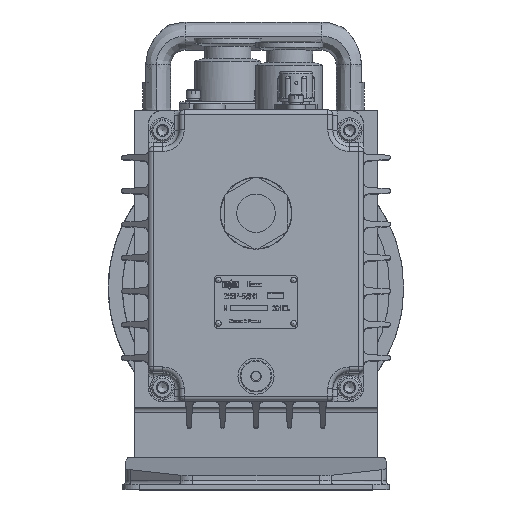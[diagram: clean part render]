
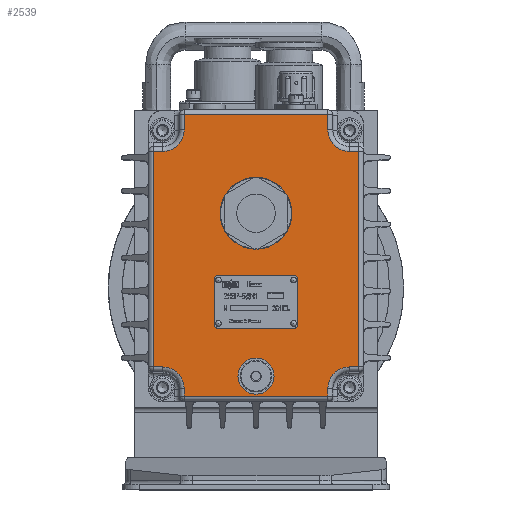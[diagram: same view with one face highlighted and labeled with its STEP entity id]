
A CAD part, top view. The second image highlights one B-rep face of the part: STEP entity #2539.
In plain terms, the highlighted planar face has unit normal (0, 0, 1).
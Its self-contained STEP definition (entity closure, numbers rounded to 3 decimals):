
#2539=ADVANCED_FACE('',(#22619,#22621,#22623,#22625),#22627,.F.);
#22619=FACE_BOUND('',#22620,.T.);
#22620=EDGE_LOOP('',(#38857,#38858,#38859,#38860,#38861,#38862,#38863,#38864,#38865,
#38866,#38867,#38868,#38869,#38870,#38871,#38872));
#22621=FACE_BOUND('',#22622,.T.);
#22622=EDGE_LOOP('',(#38873));
#22623=FACE_BOUND('',#22624,.T.);
#22624=EDGE_LOOP('',(#38874));
#22625=FACE_BOUND('',#22626,.T.);
#22626=EDGE_LOOP('',(#38875,#38876,#38877,#38878,#38879,#38880,#38881,#38882));
#22627=PLANE('',#22628);
#22628=AXIS2_PLACEMENT_3D('',#22629,#22630,#22631);
#22629=CARTESIAN_POINT('',(0.,52.,89.));
#22630=DIRECTION('',(0.,0.,-1.));
#22631=DIRECTION('',(-1.,0.,0.));
#38857=ORIENTED_EDGE('',*,*,#45691,.T.);
#38858=ORIENTED_EDGE('',*,*,#45688,.T.);
#38859=ORIENTED_EDGE('',*,*,#45566,.F.);
#38860=ORIENTED_EDGE('',*,*,#45560,.T.);
#38861=ORIENTED_EDGE('',*,*,#45558,.T.);
#38862=ORIENTED_EDGE('',*,*,#45555,.T.);
#38863=ORIENTED_EDGE('',*,*,#45550,.T.);
#38864=ORIENTED_EDGE('',*,*,#45547,.T.);
#38865=ORIENTED_EDGE('',*,*,#45545,.T.);
#38866=ORIENTED_EDGE('',*,*,#45542,.T.);
#38867=ORIENTED_EDGE('',*,*,#45537,.F.);
#38868=ORIENTED_EDGE('',*,*,#45534,.T.);
#38869=ORIENTED_EDGE('',*,*,#45694,.T.);
#38870=ORIENTED_EDGE('',*,*,#45695,.T.);
#38871=ORIENTED_EDGE('',*,*,#45696,.T.);
#38872=ORIENTED_EDGE('',*,*,#45693,.T.);
#38873=ORIENTED_EDGE('',*,*,#44813,.F.);
#38874=ORIENTED_EDGE('',*,*,#44855,.F.);
#38875=ORIENTED_EDGE('',*,*,#44788,.F.);
#38876=ORIENTED_EDGE('',*,*,#44786,.F.);
#38877=ORIENTED_EDGE('',*,*,#44784,.F.);
#38878=ORIENTED_EDGE('',*,*,#44782,.F.);
#38879=ORIENTED_EDGE('',*,*,#44780,.F.);
#38880=ORIENTED_EDGE('',*,*,#44778,.F.);
#38881=ORIENTED_EDGE('',*,*,#44776,.F.);
#38882=ORIENTED_EDGE('',*,*,#44789,.F.);
#44776=EDGE_CURVE('',#54704,#54702,#54706,.T.);
#44778=EDGE_CURVE('',#54702,#54707,#54709,.T.);
#44780=EDGE_CURVE('',#54707,#54710,#54712,.T.);
#44782=EDGE_CURVE('',#54710,#54713,#54715,.T.);
#44784=EDGE_CURVE('',#54713,#54716,#54718,.T.);
#44786=EDGE_CURVE('',#54716,#54719,#54721,.T.);
#44788=EDGE_CURVE('',#54719,#54722,#54724,.T.);
#44789=EDGE_CURVE('',#54722,#54704,#54725,.T.);
#44813=EDGE_CURVE('',#54766,#54766,#54767,.T.);
#44855=EDGE_CURVE('',#54838,#54838,#54839,.T.);
#45534=EDGE_CURVE('',#55977,#55979,#55981,.T.);
#45537=EDGE_CURVE('',#55977,#55983,#55985,.T.);
#45542=EDGE_CURVE('',#55991,#55983,#55992,.T.);
#45545=EDGE_CURVE('',#55994,#55991,#55996,.T.);
#45547=EDGE_CURVE('',#55997,#55994,#55999,.T.);
#45550=EDGE_CURVE('',#56001,#55997,#56003,.T.);
#45555=EDGE_CURVE('',#56009,#56001,#56010,.T.);
#45558=EDGE_CURVE('',#56012,#56009,#56014,.T.);
#45560=EDGE_CURVE('',#56015,#56012,#56017,.T.);
#45566=EDGE_CURVE('',#56015,#56018,#56027,.T.);
#45688=EDGE_CURVE('',#56225,#56018,#56226,.T.);
#45691=EDGE_CURVE('',#56228,#56225,#56230,.T.);
#45693=EDGE_CURVE('',#56231,#56228,#56233,.T.);
#45694=EDGE_CURVE('',#55979,#56234,#56235,.T.);
#45695=EDGE_CURVE('',#56234,#56236,#56237,.T.);
#45696=EDGE_CURVE('',#56236,#56231,#56238,.T.);
#54702=VERTEX_POINT('',#98004);
#54704=VERTEX_POINT('',#98008);
#54706=LINE('',#98012,#98013);
#54707=VERTEX_POINT('',#98015);
#54709=CIRCLE('',#98019,2.5);
#54710=VERTEX_POINT('',#98023);
#54712=LINE('',#98027,#98028);
#54713=VERTEX_POINT('',#98030);
#54715=CIRCLE('',#98034,2.5);
#54716=VERTEX_POINT('',#98038);
#54718=LINE('',#98042,#98043);
#54719=VERTEX_POINT('',#98045);
#54721=CIRCLE('',#98049,2.5);
#54722=VERTEX_POINT('',#98053);
#54724=LINE('',#98057,#98058);
#54725=CIRCLE('',#98060,2.5);
#54766=VERTEX_POINT('',#98155);
#54767=CIRCLE('',#98156,10.8);
#54838=VERTEX_POINT('',#98329);
#54839=CIRCLE('',#98330,21.5);
#55977=VERTEX_POINT('',#101870);
#55979=VERTEX_POINT('',#101875);
#55981=LINE('',#101880,#101881);
#55983=VERTEX_POINT('',#101887);
#55985=LINE('',#101892,#101893);
#55991=VERTEX_POINT('',#101910);
#55992=LINE('',#101911,#101912);
#55994=VERTEX_POINT('',#101918);
#55996=CIRCLE('',#101923,13.);
#55997=VERTEX_POINT('',#101927);
#55999=LINE('',#101932,#101933);
#56001=VERTEX_POINT('',#101939);
#56003=LINE('',#101944,#101945);
#56009=VERTEX_POINT('',#101962);
#56010=LINE('',#101963,#101964);
#56012=VERTEX_POINT('',#101970);
#56014=CIRCLE('',#101975,13.);
#56015=VERTEX_POINT('',#101979);
#56017=LINE('',#101984,#101985);
#56018=VERTEX_POINT('',#101987);
#56027=LINE('',#102010,#102011);
#56225=VERTEX_POINT('',#102766);
#56226=LINE('',#102767,#102768);
#56228=VERTEX_POINT('',#102774);
#56230=CIRCLE('',#102779,13.);
#56231=VERTEX_POINT('',#102783);
#56233=LINE('',#102788,#102789);
#56234=VERTEX_POINT('',#102791);
#56235=CIRCLE('',#102792,13.);
#56236=VERTEX_POINT('',#102796);
#56237=LINE('',#102797,#102798);
#56238=LINE('',#102800,#102801);
#98004=CARTESIAN_POINT('',(-25.,-14.5,89.));
#98008=CARTESIAN_POINT('',(-25.,12.5,89.));
#98012=CARTESIAN_POINT('',(-25.,12.5,89.));
#98013=VECTOR('',#98014,1.);
#98014=DIRECTION('',(0.,-1.,0.));
#98015=CARTESIAN_POINT('',(-22.5,-17.,89.));
#98019=AXIS2_PLACEMENT_3D('',#98020,#98021,#98022);
#98020=CARTESIAN_POINT('',(-22.5,-14.5,89.));
#98021=DIRECTION('',(0.,0.,1.));
#98022=DIRECTION('',(-1.,0.,0.));
#98023=CARTESIAN_POINT('',(22.5,-17.,89.));
#98027=CARTESIAN_POINT('',(-22.5,-17.,89.));
#98028=VECTOR('',#98029,1.);
#98029=DIRECTION('',(1.,0.,0.));
#98030=CARTESIAN_POINT('',(25.,-14.5,89.));
#98034=AXIS2_PLACEMENT_3D('',#98035,#98036,#98037);
#98035=CARTESIAN_POINT('',(22.5,-14.5,89.));
#98036=DIRECTION('',(0.,0.,1.));
#98037=DIRECTION('',(0.,-1.,0.));
#98038=CARTESIAN_POINT('',(25.,12.5,89.));
#98042=CARTESIAN_POINT('',(25.,-14.5,89.));
#98043=VECTOR('',#98044,1.);
#98044=DIRECTION('',(0.,1.,0.));
#98045=CARTESIAN_POINT('',(22.5,15.,89.));
#98049=AXIS2_PLACEMENT_3D('',#98050,#98051,#98052);
#98050=CARTESIAN_POINT('',(22.5,12.5,89.));
#98051=DIRECTION('',(0.,0.,1.));
#98052=DIRECTION('',(1.,0.,0.));
#98053=CARTESIAN_POINT('',(-22.5,15.,89.));
#98057=CARTESIAN_POINT('',(22.5,15.,89.));
#98058=VECTOR('',#98059,1.);
#98059=DIRECTION('',(-1.,0.,0.));
#98060=AXIS2_PLACEMENT_3D('',#98061,#98062,#98063);
#98061=CARTESIAN_POINT('',(-22.5,12.5,89.));
#98062=DIRECTION('',(0.,0.,1.));
#98063=DIRECTION('',(0.,1.,0.));
#98155=CARTESIAN_POINT('',(10.8,-45.5,89.));
#98156=AXIS2_PLACEMENT_3D('',#98157,#98158,#98159);
#98157=CARTESIAN_POINT('',(0.,-45.5,89.));
#98158=DIRECTION('',(0.,0.,1.));
#98159=DIRECTION('',(-1.,0.,0.));
#98329=CARTESIAN_POINT('',(21.5,52.,89.));
#98330=AXIS2_PLACEMENT_3D('',#98331,#98332,#98333);
#98331=CARTESIAN_POINT('',(0.,52.,89.));
#98332=DIRECTION('',(0.,0.,1.));
#98333=DIRECTION('',(-1.,0.,0.));
#101870=CARTESIAN_POINT('',(61.5,89.,89.));
#101875=CARTESIAN_POINT('',(56.,89.,89.));
#101880=CARTESIAN_POINT('',(61.5,89.,89.));
#101881=VECTOR('',#101882,1.);
#101882=DIRECTION('',(-1.,0.,0.));
#101887=CARTESIAN_POINT('',(61.5,-40.,89.));
#101892=CARTESIAN_POINT('',(61.5,89.,89.));
#101893=VECTOR('',#101894,1.);
#101894=DIRECTION('',(0.,-1.,0.));
#101910=CARTESIAN_POINT('',(56.,-40.,89.));
#101911=CARTESIAN_POINT('',(56.,-40.,89.));
#101912=VECTOR('',#101913,1.);
#101913=DIRECTION('',(1.,0.,0.));
#101918=CARTESIAN_POINT('',(43.,-53.,89.));
#101923=AXIS2_PLACEMENT_3D('',#101924,#101925,#101926);
#101924=CARTESIAN_POINT('',(56.,-53.,89.));
#101925=DIRECTION('',(0.,0.,-1.));
#101926=DIRECTION('',(-1.,0.,0.));
#101927=CARTESIAN_POINT('',(43.,-57.5,89.));
#101932=CARTESIAN_POINT('',(43.,-57.5,89.));
#101933=VECTOR('',#101934,1.);
#101934=DIRECTION('',(0.,1.,0.));
#101939=CARTESIAN_POINT('',(-43.,-57.5,89.));
#101944=CARTESIAN_POINT('',(-43.,-57.5,89.));
#101945=VECTOR('',#101946,1.);
#101946=DIRECTION('',(1.,0.,0.));
#101962=CARTESIAN_POINT('',(-43.,-53.,89.));
#101963=CARTESIAN_POINT('',(-43.,-53.,89.));
#101964=VECTOR('',#101965,1.);
#101965=DIRECTION('',(0.,-1.,0.));
#101970=CARTESIAN_POINT('',(-56.,-40.,89.));
#101975=AXIS2_PLACEMENT_3D('',#101976,#101977,#101978);
#101976=CARTESIAN_POINT('',(-56.,-53.,89.));
#101977=DIRECTION('',(0.,0.,-1.));
#101978=DIRECTION('',(0.,1.,0.));
#101979=CARTESIAN_POINT('',(-61.5,-40.,89.));
#101984=CARTESIAN_POINT('',(-61.5,-40.,89.));
#101985=VECTOR('',#101986,1.);
#101986=DIRECTION('',(1.,0.,0.));
#101987=CARTESIAN_POINT('',(-61.5,89.,89.));
#102010=CARTESIAN_POINT('',(-61.5,-40.,89.));
#102011=VECTOR('',#102012,1.);
#102012=DIRECTION('',(0.,1.,0.));
#102766=CARTESIAN_POINT('',(-56.,89.,89.));
#102767=CARTESIAN_POINT('',(-56.,89.,89.));
#102768=VECTOR('',#102769,1.);
#102769=DIRECTION('',(-1.,0.,0.));
#102774=CARTESIAN_POINT('',(-43.,102.,89.));
#102779=AXIS2_PLACEMENT_3D('',#102780,#102781,#102782);
#102780=CARTESIAN_POINT('',(-56.,102.,89.));
#102781=DIRECTION('',(0.,0.,-1.));
#102782=DIRECTION('',(1.,0.,0.));
#102783=CARTESIAN_POINT('',(-43.,111.,89.));
#102788=CARTESIAN_POINT('',(-43.,111.,89.));
#102789=VECTOR('',#102790,1.);
#102790=DIRECTION('',(0.,-1.,0.));
#102791=CARTESIAN_POINT('',(43.,102.,89.));
#102792=AXIS2_PLACEMENT_3D('',#102793,#102794,#102795);
#102793=CARTESIAN_POINT('',(56.,102.,89.));
#102794=DIRECTION('',(0.,0.,-1.));
#102795=DIRECTION('',(0.,-1.,0.));
#102796=CARTESIAN_POINT('',(43.,111.,89.));
#102797=CARTESIAN_POINT('',(43.,102.,89.));
#102798=VECTOR('',#102799,1.);
#102799=DIRECTION('',(0.,1.,0.));
#102800=CARTESIAN_POINT('',(43.,111.,89.));
#102801=VECTOR('',#102802,1.);
#102802=DIRECTION('',(-1.,0.,0.));
